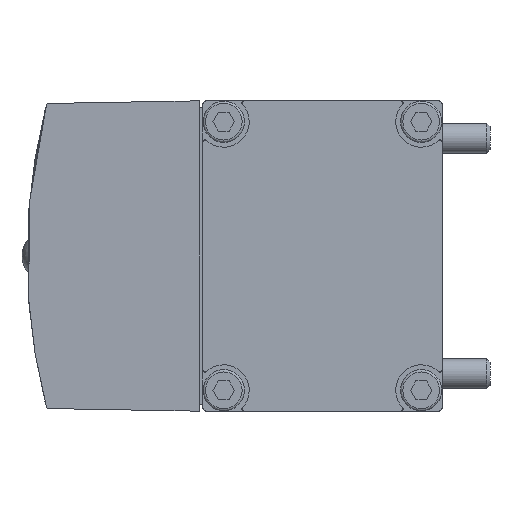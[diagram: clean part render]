
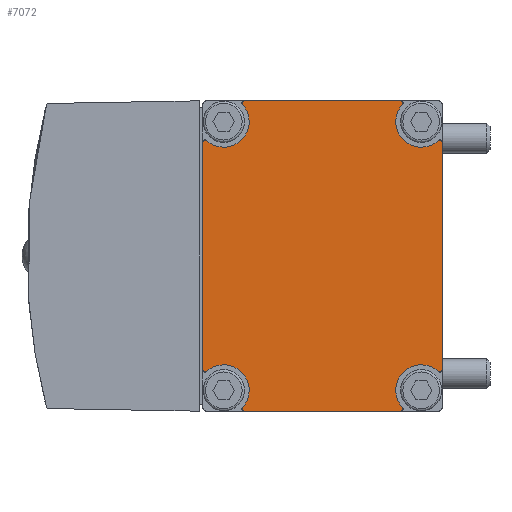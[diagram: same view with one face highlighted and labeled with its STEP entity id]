
A CAD part, left-side view. The second image highlights one B-rep face of the part: STEP entity #7072.
In plain terms, the highlighted planar face has unit normal (-1, 0, 0).
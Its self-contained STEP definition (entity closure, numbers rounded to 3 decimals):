
#140=CIRCLE('',#7419,0.3);
#141=CIRCLE('',#7420,3.4);
#142=CIRCLE('',#7421,0.3);
#143=CIRCLE('',#7422,0.3);
#144=CIRCLE('',#7423,3.4);
#145=CIRCLE('',#7424,0.3);
#146=CIRCLE('',#7425,0.3);
#147=CIRCLE('',#7426,3.4);
#148=CIRCLE('',#7427,0.3);
#149=CIRCLE('',#7428,0.3);
#150=CIRCLE('',#7429,3.4);
#151=CIRCLE('',#7430,0.3);
#593=ORIENTED_EDGE('',*,*,#1916,.F.);
#594=ORIENTED_EDGE('',*,*,#1919,.F.);
#595=ORIENTED_EDGE('',*,*,#1920,.T.);
#596=ORIENTED_EDGE('',*,*,#1921,.F.);
#597=ORIENTED_EDGE('',*,*,#1922,.F.);
#598=ORIENTED_EDGE('',*,*,#1923,.F.);
#599=ORIENTED_EDGE('',*,*,#1924,.T.);
#600=ORIENTED_EDGE('',*,*,#1925,.F.);
#601=ORIENTED_EDGE('',*,*,#1926,.F.);
#602=ORIENTED_EDGE('',*,*,#1927,.F.);
#603=ORIENTED_EDGE('',*,*,#1928,.T.);
#604=ORIENTED_EDGE('',*,*,#1929,.F.);
#605=ORIENTED_EDGE('',*,*,#1930,.F.);
#606=ORIENTED_EDGE('',*,*,#1931,.F.);
#607=ORIENTED_EDGE('',*,*,#1932,.T.);
#608=ORIENTED_EDGE('',*,*,#1933,.F.);
#1916=EDGE_CURVE('',#2546,#2547,#3031,.T.);
#1919=EDGE_CURVE('',#2549,#2546,#140,.T.);
#1920=EDGE_CURVE('',#2549,#2550,#141,.T.);
#1921=EDGE_CURVE('',#2551,#2550,#142,.T.);
#1922=EDGE_CURVE('',#2552,#2551,#3034,.T.);
#1923=EDGE_CURVE('',#2553,#2552,#143,.T.);
#1924=EDGE_CURVE('',#2553,#2554,#144,.T.);
#1925=EDGE_CURVE('',#2555,#2554,#145,.T.);
#1926=EDGE_CURVE('',#2556,#2555,#3035,.T.);
#1927=EDGE_CURVE('',#2557,#2556,#146,.T.);
#1928=EDGE_CURVE('',#2557,#2558,#147,.T.);
#1929=EDGE_CURVE('',#2559,#2558,#148,.T.);
#1930=EDGE_CURVE('',#2560,#2559,#3036,.T.);
#1931=EDGE_CURVE('',#2561,#2560,#149,.T.);
#1932=EDGE_CURVE('',#2561,#2562,#150,.T.);
#1933=EDGE_CURVE('',#2547,#2562,#151,.T.);
#2546=VERTEX_POINT('',#9818);
#2547=VERTEX_POINT('',#9820);
#2549=VERTEX_POINT('',#9826);
#2550=VERTEX_POINT('',#9828);
#2551=VERTEX_POINT('',#9830);
#2552=VERTEX_POINT('',#9832);
#2553=VERTEX_POINT('',#9834);
#2554=VERTEX_POINT('',#9836);
#2555=VERTEX_POINT('',#9838);
#2556=VERTEX_POINT('',#9840);
#2557=VERTEX_POINT('',#9842);
#2558=VERTEX_POINT('',#9844);
#2559=VERTEX_POINT('',#9846);
#2560=VERTEX_POINT('',#9848);
#2561=VERTEX_POINT('',#9850);
#2562=VERTEX_POINT('',#9852);
#3031=LINE('',#9819,#3586);
#3034=LINE('',#9831,#3589);
#3035=LINE('',#9839,#3590);
#3036=LINE('',#9847,#3591);
#3586=VECTOR('',#8207,1000.);
#3589=VECTOR('',#8218,1000.);
#3590=VECTOR('',#8225,1000.);
#3591=VECTOR('',#8232,1000.);
#3979=EDGE_LOOP('',(#593,#594,#595,#596,#597,#598,#599,#600,#601,#602,#603,
#604,#605,#606,#607,#608));
#4352=FACE_BOUND('',#3979,.T.);
#4696=PLANE('',#7418);
#7072=ADVANCED_FACE('',(#4352),#4696,.F.);
#7418=AXIS2_PLACEMENT_3D('',#9824,#8210,#8211);
#7419=AXIS2_PLACEMENT_3D('',#9825,#8212,#8213);
#7420=AXIS2_PLACEMENT_3D('',#9827,#8214,#8215);
#7421=AXIS2_PLACEMENT_3D('',#9829,#8216,#8217);
#7422=AXIS2_PLACEMENT_3D('',#9833,#8219,#8220);
#7423=AXIS2_PLACEMENT_3D('',#9835,#8221,#8222);
#7424=AXIS2_PLACEMENT_3D('',#9837,#8223,#8224);
#7425=AXIS2_PLACEMENT_3D('',#9841,#8226,#8227);
#7426=AXIS2_PLACEMENT_3D('',#9843,#8228,#8229);
#7427=AXIS2_PLACEMENT_3D('',#9845,#8230,#8231);
#7428=AXIS2_PLACEMENT_3D('',#9849,#8233,#8234);
#7429=AXIS2_PLACEMENT_3D('',#9851,#8235,#8236);
#7430=AXIS2_PLACEMENT_3D('',#9853,#8237,#8238);
#8207=DIRECTION('',(0.,0.,1.));
#8210=DIRECTION('',(1.,0.,0.));
#8211=DIRECTION('',(0.,0.,-1.));
#8212=DIRECTION('',(1.,0.,0.));
#8213=DIRECTION('',(0.,0.,-1.));
#8214=DIRECTION('',(1.,0.,0.));
#8215=DIRECTION('',(0.,0.,-1.));
#8216=DIRECTION('',(1.,0.,0.));
#8217=DIRECTION('',(0.,0.,-1.));
#8218=DIRECTION('',(0.,1.,0.));
#8219=DIRECTION('',(1.,0.,0.));
#8220=DIRECTION('',(0.,0.,-1.));
#8221=DIRECTION('',(1.,0.,0.));
#8222=DIRECTION('',(0.,0.,-1.));
#8223=DIRECTION('',(1.,0.,0.));
#8224=DIRECTION('',(0.,0.,-1.));
#8225=DIRECTION('',(0.,0.,-1.));
#8226=DIRECTION('',(1.,0.,0.));
#8227=DIRECTION('',(0.,0.,-1.));
#8228=DIRECTION('',(1.,0.,0.));
#8229=DIRECTION('',(0.,0.,-1.));
#8230=DIRECTION('',(1.,0.,0.));
#8231=DIRECTION('',(0.,0.,-1.));
#8232=DIRECTION('',(0.,-1.,0.));
#8233=DIRECTION('',(1.,0.,0.));
#8234=DIRECTION('',(0.,0.,-1.));
#8235=DIRECTION('',(1.,0.,0.));
#8236=DIRECTION('',(0.,0.,-1.));
#8237=DIRECTION('',(1.,0.,0.));
#8238=DIRECTION('',(0.,0.,-1.));
#9818=CARTESIAN_POINT('',(-110.4,32.,-15.222));
#9819=CARTESIAN_POINT('',(-110.4,32.,-20.25));
#9820=CARTESIAN_POINT('',(-110.4,32.,15.222));
#9824=CARTESIAN_POINT('',(-110.4,31.5,20.25));
#9825=CARTESIAN_POINT('',(-110.4,31.7,-15.222));
#9826=CARTESIAN_POINT('',(-110.4,31.497,-15.444));
#9827=CARTESIAN_POINT('',(-110.4,29.2,-17.95));
#9828=CARTESIAN_POINT('',(-110.4,26.694,-20.247));
#9829=CARTESIAN_POINT('',(-110.4,26.472,-20.45));
#9830=CARTESIAN_POINT('',(-110.4,26.472,-20.75));
#9831=CARTESIAN_POINT('',(-110.4,0.5,-20.75));
#9832=CARTESIAN_POINT('',(-110.4,5.528,-20.75));
#9833=CARTESIAN_POINT('',(-110.4,5.528,-20.45));
#9834=CARTESIAN_POINT('',(-110.4,5.306,-20.247));
#9835=CARTESIAN_POINT('',(-110.4,2.8,-17.95));
#9836=CARTESIAN_POINT('',(-110.4,0.503,-15.444));
#9837=CARTESIAN_POINT('',(-110.4,0.3,-15.222));
#9838=CARTESIAN_POINT('',(-110.4,0.,-15.222));
#9839=CARTESIAN_POINT('',(-110.4,0.,20.25));
#9840=CARTESIAN_POINT('',(-110.4,0.,15.222));
#9841=CARTESIAN_POINT('',(-110.4,0.3,15.222));
#9842=CARTESIAN_POINT('',(-110.4,0.503,15.444));
#9843=CARTESIAN_POINT('',(-110.4,2.8,17.95));
#9844=CARTESIAN_POINT('',(-110.4,5.306,20.247));
#9845=CARTESIAN_POINT('',(-110.4,5.528,20.45));
#9846=CARTESIAN_POINT('',(-110.4,5.528,20.75));
#9847=CARTESIAN_POINT('',(-110.4,31.5,20.75));
#9848=CARTESIAN_POINT('',(-110.4,26.472,20.75));
#9849=CARTESIAN_POINT('',(-110.4,26.472,20.45));
#9850=CARTESIAN_POINT('',(-110.4,26.694,20.247));
#9851=CARTESIAN_POINT('',(-110.4,29.2,17.95));
#9852=CARTESIAN_POINT('',(-110.4,31.497,15.444));
#9853=CARTESIAN_POINT('',(-110.4,31.7,15.222));
